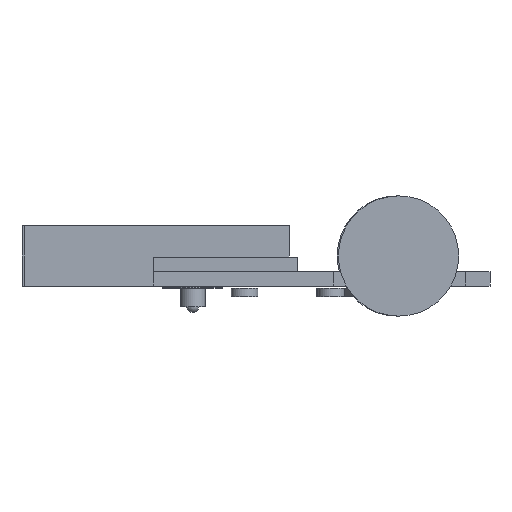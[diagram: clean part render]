
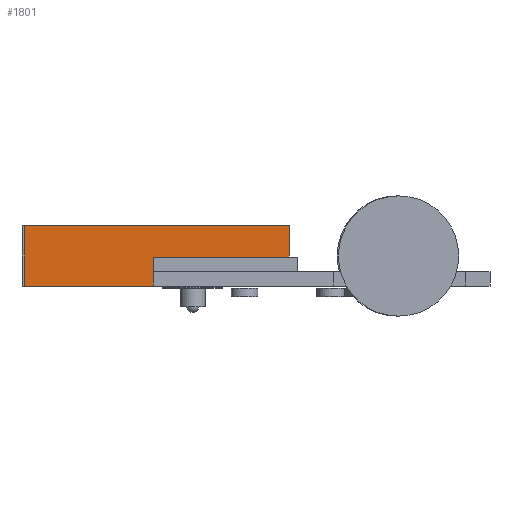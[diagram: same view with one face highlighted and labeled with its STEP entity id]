
A CAD part, left-side view. The second image highlights one B-rep face of the part: STEP entity #1801.
In plain terms, the highlighted planar face has unit normal (-1, 0, 0).
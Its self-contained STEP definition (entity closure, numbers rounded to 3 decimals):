
#1416 = VERTEX_POINT('',#1417);
#1417 = CARTESIAN_POINT('',(45.,-13.,0.));
#1426 = PLANE('',#1427);
#1427 = AXIS2_PLACEMENT_3D('',#1428,#1429,#1430);
#1428 = CARTESIAN_POINT('',(45.,-13.,0.));
#1429 = DIRECTION('',(0.,0.,1.));
#1430 = DIRECTION('',(0.,1.,0.));
#1438 = PLANE('',#1439);
#1439 = AXIS2_PLACEMENT_3D('',#1440,#1441,#1442);
#1440 = CARTESIAN_POINT('',(45.,-113.,0.));
#1441 = DIRECTION('',(0.,0.,1.));
#1442 = DIRECTION('',(0.,1.,0.));
#1479 = VERTEX_POINT('',#1480);
#1480 = CARTESIAN_POINT('',(45.,107.,0.));
#1494 = PLANE('',#1495);
#1495 = AXIS2_PLACEMENT_3D('',#1496,#1497,#1498);
#1496 = CARTESIAN_POINT('',(45.,107.,0.));
#1497 = DIRECTION('',(0.,-1.,0.));
#1498 = DIRECTION('',(0.,0.,1.));
#1506 = EDGE_CURVE('',#1416,#1479,#1507,.T.);
#1507 = SURFACE_CURVE('',#1508,(#1512,#1519),.PCURVE_S1.);
#1508 = LINE('',#1509,#1510);
#1509 = CARTESIAN_POINT('',(45.,-13.,0.));
#1510 = VECTOR('',#1511,1.);
#1511 = DIRECTION('',(0.,1.,0.));
#1512 = PCURVE('',#1426,#1513);
#1513 = DEFINITIONAL_REPRESENTATION('',(#1514),#1518);
#1514 = LINE('',#1515,#1516);
#1515 = CARTESIAN_POINT('',(0.,0.));
#1516 = VECTOR('',#1517,1.);
#1517 = DIRECTION('',(1.,0.));
#1518 = ( GEOMETRIC_REPRESENTATION_CONTEXT(2) 
PARAMETRIC_REPRESENTATION_CONTEXT() REPRESENTATION_CONTEXT('2D SPACE',''
  ) );
#1519 = PCURVE('',#1520,#1525);
#1520 = PLANE('',#1521);
#1521 = AXIS2_PLACEMENT_3D('',#1522,#1523,#1524);
#1522 = CARTESIAN_POINT('',(45.,-3.,25.));
#1523 = DIRECTION('',(1.,0.,0.));
#1524 = DIRECTION('',(0.,0.,1.));
#1525 = DEFINITIONAL_REPRESENTATION('',(#1526),#1530);
#1526 = LINE('',#1527,#1528);
#1527 = CARTESIAN_POINT('',(-25.,10.));
#1528 = VECTOR('',#1529,1.);
#1529 = DIRECTION('',(0.,-1.));
#1530 = ( GEOMETRIC_REPRESENTATION_CONTEXT(2) 
PARAMETRIC_REPRESENTATION_CONTEXT() REPRESENTATION_CONTEXT('2D SPACE',''
  ) );
#1560 = VERTEX_POINT('',#1561);
#1561 = CARTESIAN_POINT('',(45.,107.,50.));
#1575 = PLANE('',#1576);
#1576 = AXIS2_PLACEMENT_3D('',#1577,#1578,#1579);
#1577 = CARTESIAN_POINT('',(45.,107.,50.));
#1578 = DIRECTION('',(0.,0.,-1.));
#1579 = DIRECTION('',(0.,-1.,0.));
#1587 = EDGE_CURVE('',#1479,#1560,#1588,.T.);
#1588 = SURFACE_CURVE('',#1589,(#1593,#1600),.PCURVE_S1.);
#1589 = LINE('',#1590,#1591);
#1590 = CARTESIAN_POINT('',(45.,107.,0.));
#1591 = VECTOR('',#1592,1.);
#1592 = DIRECTION('',(0.,0.,1.));
#1593 = PCURVE('',#1494,#1594);
#1594 = DEFINITIONAL_REPRESENTATION('',(#1595),#1599);
#1595 = LINE('',#1596,#1597);
#1596 = CARTESIAN_POINT('',(0.,0.));
#1597 = VECTOR('',#1598,1.);
#1598 = DIRECTION('',(1.,0.));
#1599 = ( GEOMETRIC_REPRESENTATION_CONTEXT(2) 
PARAMETRIC_REPRESENTATION_CONTEXT() REPRESENTATION_CONTEXT('2D SPACE',''
  ) );
#1600 = PCURVE('',#1520,#1601);
#1601 = DEFINITIONAL_REPRESENTATION('',(#1602),#1606);
#1602 = LINE('',#1603,#1604);
#1603 = CARTESIAN_POINT('',(-25.,-110.));
#1604 = VECTOR('',#1605,1.);
#1605 = DIRECTION('',(1.,0.));
#1606 = ( GEOMETRIC_REPRESENTATION_CONTEXT(2) 
PARAMETRIC_REPRESENTATION_CONTEXT() REPRESENTATION_CONTEXT('2D SPACE',''
  ) );
#1636 = VERTEX_POINT('',#1637);
#1637 = CARTESIAN_POINT('',(45.,-113.,50.));
#1651 = PLANE('',#1652);
#1652 = AXIS2_PLACEMENT_3D('',#1653,#1654,#1655);
#1653 = CARTESIAN_POINT('',(45.,-113.,50.));
#1654 = DIRECTION('',(0.,1.,0.));
#1655 = DIRECTION('',(0.,0.,-1.));
#1663 = EDGE_CURVE('',#1560,#1636,#1664,.T.);
#1664 = SURFACE_CURVE('',#1665,(#1669,#1676),.PCURVE_S1.);
#1665 = LINE('',#1666,#1667);
#1666 = CARTESIAN_POINT('',(45.,107.,50.));
#1667 = VECTOR('',#1668,1.);
#1668 = DIRECTION('',(0.,-1.,0.));
#1669 = PCURVE('',#1575,#1670);
#1670 = DEFINITIONAL_REPRESENTATION('',(#1671),#1675);
#1671 = LINE('',#1672,#1673);
#1672 = CARTESIAN_POINT('',(0.,0.));
#1673 = VECTOR('',#1674,1.);
#1674 = DIRECTION('',(1.,0.));
#1675 = ( GEOMETRIC_REPRESENTATION_CONTEXT(2) 
PARAMETRIC_REPRESENTATION_CONTEXT() REPRESENTATION_CONTEXT('2D SPACE',''
  ) );
#1676 = PCURVE('',#1520,#1677);
#1677 = DEFINITIONAL_REPRESENTATION('',(#1678),#1682);
#1678 = LINE('',#1679,#1680);
#1679 = CARTESIAN_POINT('',(25.,-110.));
#1680 = VECTOR('',#1681,1.);
#1681 = DIRECTION('',(0.,1.));
#1682 = ( GEOMETRIC_REPRESENTATION_CONTEXT(2) 
PARAMETRIC_REPRESENTATION_CONTEXT() REPRESENTATION_CONTEXT('2D SPACE',''
  ) );
#1712 = VERTEX_POINT('',#1713);
#1713 = CARTESIAN_POINT('',(45.,-113.,0.));
#1734 = EDGE_CURVE('',#1636,#1712,#1735,.T.);
#1735 = SURFACE_CURVE('',#1736,(#1740,#1747),.PCURVE_S1.);
#1736 = LINE('',#1737,#1738);
#1737 = CARTESIAN_POINT('',(45.,-113.,50.));
#1738 = VECTOR('',#1739,1.);
#1739 = DIRECTION('',(0.,0.,-1.));
#1740 = PCURVE('',#1651,#1741);
#1741 = DEFINITIONAL_REPRESENTATION('',(#1742),#1746);
#1742 = LINE('',#1743,#1744);
#1743 = CARTESIAN_POINT('',(0.,0.));
#1744 = VECTOR('',#1745,1.);
#1745 = DIRECTION('',(1.,0.));
#1746 = ( GEOMETRIC_REPRESENTATION_CONTEXT(2) 
PARAMETRIC_REPRESENTATION_CONTEXT() REPRESENTATION_CONTEXT('2D SPACE',''
  ) );
#1747 = PCURVE('',#1520,#1748);
#1748 = DEFINITIONAL_REPRESENTATION('',(#1749),#1753);
#1749 = LINE('',#1750,#1751);
#1750 = CARTESIAN_POINT('',(25.,110.));
#1751 = VECTOR('',#1752,1.);
#1752 = DIRECTION('',(-1.,0.));
#1753 = ( GEOMETRIC_REPRESENTATION_CONTEXT(2) 
PARAMETRIC_REPRESENTATION_CONTEXT() REPRESENTATION_CONTEXT('2D SPACE',''
  ) );
#1781 = EDGE_CURVE('',#1712,#1416,#1782,.T.);
#1782 = SURFACE_CURVE('',#1783,(#1787,#1794),.PCURVE_S1.);
#1783 = LINE('',#1784,#1785);
#1784 = CARTESIAN_POINT('',(45.,-113.,0.));
#1785 = VECTOR('',#1786,1.);
#1786 = DIRECTION('',(0.,1.,0.));
#1787 = PCURVE('',#1438,#1788);
#1788 = DEFINITIONAL_REPRESENTATION('',(#1789),#1793);
#1789 = LINE('',#1790,#1791);
#1790 = CARTESIAN_POINT('',(0.,0.));
#1791 = VECTOR('',#1792,1.);
#1792 = DIRECTION('',(1.,0.));
#1793 = ( GEOMETRIC_REPRESENTATION_CONTEXT(2) 
PARAMETRIC_REPRESENTATION_CONTEXT() REPRESENTATION_CONTEXT('2D SPACE',''
  ) );
#1794 = PCURVE('',#1520,#1795);
#1795 = DEFINITIONAL_REPRESENTATION('',(#1796),#1800);
#1796 = LINE('',#1797,#1798);
#1797 = CARTESIAN_POINT('',(-25.,110.));
#1798 = VECTOR('',#1799,1.);
#1799 = DIRECTION('',(0.,-1.));
#1800 = ( GEOMETRIC_REPRESENTATION_CONTEXT(2) 
PARAMETRIC_REPRESENTATION_CONTEXT() REPRESENTATION_CONTEXT('2D SPACE',''
  ) );
#1801 = ADVANCED_FACE('',(#1802),#1520,.F.);
#1802 = FACE_BOUND('',#1803,.F.);
#1803 = EDGE_LOOP('',(#1804,#1805,#1806,#1807,#1808));
#1804 = ORIENTED_EDGE('',*,*,#1506,.T.);
#1805 = ORIENTED_EDGE('',*,*,#1587,.T.);
#1806 = ORIENTED_EDGE('',*,*,#1663,.T.);
#1807 = ORIENTED_EDGE('',*,*,#1734,.T.);
#1808 = ORIENTED_EDGE('',*,*,#1781,.T.);
